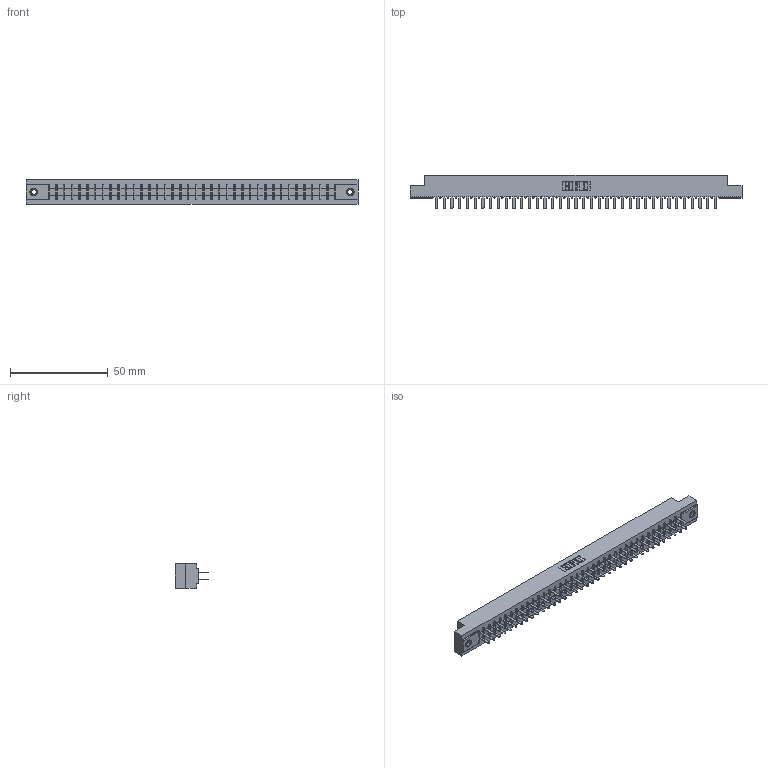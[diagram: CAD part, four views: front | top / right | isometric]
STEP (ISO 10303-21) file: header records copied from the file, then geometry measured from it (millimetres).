
FILE_DESCRIPTION (( 'STEP AP203' ), '1' );
FILE_NAME ('355-074-520-207.STEP', '2019-09-13T12:34:45', ( '' ), ( '' ), 'SwSTEP 2.0', 'SolidWorks 2016', '' );
FILE_SCHEMA (( 'CONFIG_CONTROL_DESIGN' ));
Length unit declared in the file: inch
Products named in the file (4): 345-250-001_345-250-005-103; 305-290-001_520; 355-074-520-207; 305 Part_.156 Dia
Assembly tree (77 placements, depth 2):
  355-074-520-207
    305 Part_.156 Dia
    305-290-001_520  x74
    345-250-001_345-250-005-103  x2
Bounding box: 169.62 x 17.09 x 12.7 mm (x, y, z)
Volume: 17640.1 mm3; surface area: 22429.9 mm2
Topology: 77 solids, 77 shells, 3580 faces, 10183 edges, 6582 vertices
Faces by surface type: plane 2098, cylinder 1318, sphere 148, cone 12, torus 4
Entity records: 41735 total; most frequent: CARTESIAN_POINT 6888, ORIENTED_EDGE 6830, DIRECTION 6677, EDGE_CURVE 3415, VECTOR 2755, LINE 2755, VERTEX_POINT 2172, AXIS2_PLACEMENT_3D 1961
